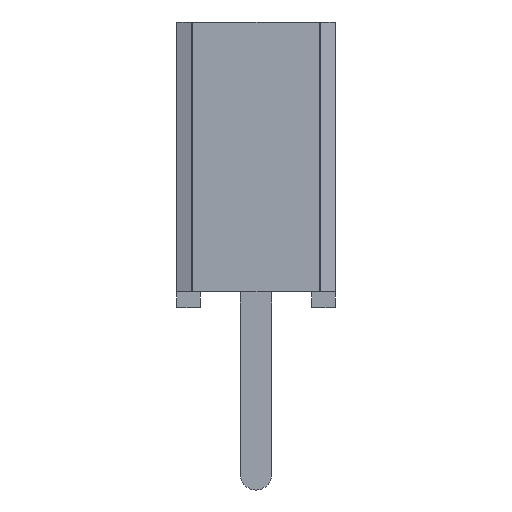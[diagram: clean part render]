
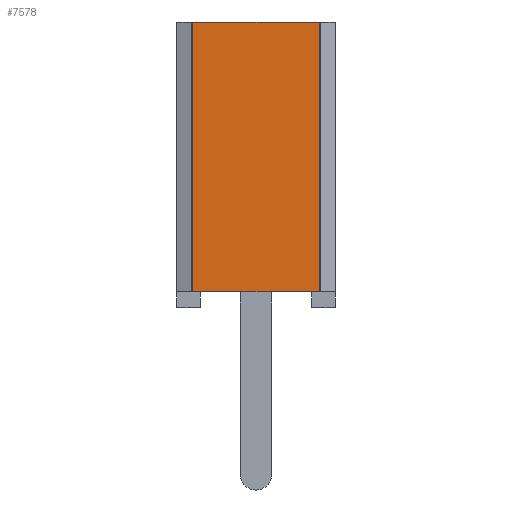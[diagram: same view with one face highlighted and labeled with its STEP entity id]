
A CAD part, left-side view. The second image highlights one B-rep face of the part: STEP entity #7578.
In plain terms, the highlighted planar face has unit normal (-1, 0, 0).
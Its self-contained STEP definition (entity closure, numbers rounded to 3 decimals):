
#7578 = ADVANCED_FACE('',(#7579),#7613,.F.);
#7579 = FACE_BOUND('',#7580,.T.);
#7580 = EDGE_LOOP('',(#7581,#7591,#7599,#7607));
#7581 = ORIENTED_EDGE('',*,*,#7582,.T.);
#7582 = EDGE_CURVE('',#7583,#7585,#7587,.T.);
#7583 = VERTEX_POINT('',#7584);
#7584 = CARTESIAN_POINT('',(-21.069,1.026,4.572));
#7585 = VERTEX_POINT('',#7586);
#7586 = CARTESIAN_POINT('',(-21.069,1.026,0.254));
#7587 = LINE('',#7588,#7589);
#7588 = CARTESIAN_POINT('',(-21.069,1.026,4.572));
#7589 = VECTOR('',#7590,1.);
#7590 = DIRECTION('',(0.,0.,-1.));
#7591 = ORIENTED_EDGE('',*,*,#7592,.T.);
#7592 = EDGE_CURVE('',#7585,#7593,#7595,.T.);
#7593 = VERTEX_POINT('',#7594);
#7594 = CARTESIAN_POINT('',(-21.069,-1.026,0.254));
#7595 = LINE('',#7596,#7597);
#7596 = CARTESIAN_POINT('',(-21.069,0.889,0.254));
#7597 = VECTOR('',#7598,1.);
#7598 = DIRECTION('',(0.,-1.,0.));
#7599 = ORIENTED_EDGE('',*,*,#7600,.T.);
#7600 = EDGE_CURVE('',#7593,#7601,#7603,.T.);
#7601 = VERTEX_POINT('',#7602);
#7602 = CARTESIAN_POINT('',(-21.069,-1.026,4.572));
#7603 = LINE('',#7604,#7605);
#7604 = CARTESIAN_POINT('',(-21.069,-1.026,4.572));
#7605 = VECTOR('',#7606,1.);
#7606 = DIRECTION('',(0.,0.,1.));
#7607 = ORIENTED_EDGE('',*,*,#7608,.F.);
#7608 = EDGE_CURVE('',#7583,#7601,#7609,.T.);
#7609 = LINE('',#7610,#7611);
#7610 = CARTESIAN_POINT('',(-21.069,1.27,4.572));
#7611 = VECTOR('',#7612,1.);
#7612 = DIRECTION('',(0.,-1.,0.));
#7613 = PLANE('',#7614);
#7614 = AXIS2_PLACEMENT_3D('',#7615,#7616,#7617);
#7615 = CARTESIAN_POINT('',(-21.069,1.27,4.572));
#7616 = DIRECTION('',(1.,0.,0.));
#7617 = DIRECTION('',(0.,1.,0.));
